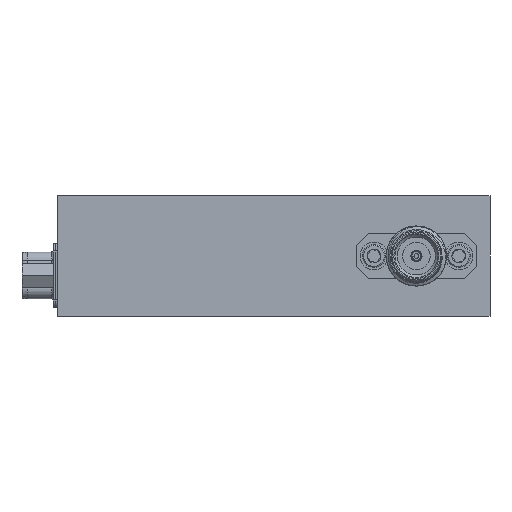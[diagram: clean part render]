
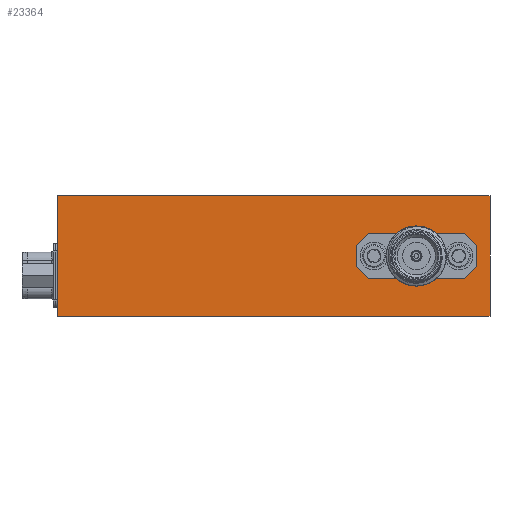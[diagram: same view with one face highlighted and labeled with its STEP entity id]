
A CAD part, left-side view. The second image highlights one B-rep face of the part: STEP entity #23364.
In plain terms, the highlighted planar face has unit normal (-1, 0, 0).
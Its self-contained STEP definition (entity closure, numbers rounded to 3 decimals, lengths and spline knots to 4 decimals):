
#593 = VECTOR ( 'NONE', #6799, 39.3701 ) ;
#2306 = LINE ( 'NONE', #27661, #9039 ) ;
#2321 = VERTEX_POINT ( 'NONE', #39004 ) ;
#2338 = CARTESIAN_POINT ( 'NONE',  ( -1., -0.3435, -0.045 ) ) ;
#3788 = DIRECTION ( 'NONE',  ( 0., 0., -1. ) ) ;
#4008 = CARTESIAN_POINT ( 'NONE',  ( -1., -0.3435, -0.095 ) ) ;
#4996 = CARTESIAN_POINT ( 'NONE',  ( -1., 0.9, -0.25 ) ) ;
#5224 = CARTESIAN_POINT ( 'NONE',  ( -1., -0.7935, 0.095 ) ) ;
#5329 = DIRECTION ( 'NONE',  ( 1., 0., 0. ) ) ;
#5725 = VERTEX_POINT ( 'NONE', #34640 ) ;
#6021 = VECTOR ( 'NONE', #13834, 39.3701 ) ;
#6670 = EDGE_CURVE ( 'NONE', #27309, #19334, #13511, .T. ) ;
#6799 = DIRECTION ( 'NONE',  ( 0., 0.707, -0.707 ) ) ;
#7168 = ORIENTED_EDGE ( 'NONE', *, *, #18854, .F. ) ;
#7650 = LINE ( 'NONE', #20170, #12383 ) ;
#7841 = VECTOR ( 'NONE', #18281, 39.3701 ) ;
#7939 = ORIENTED_EDGE ( 'NONE', *, *, #11832, .F. ) ;
#7986 = VECTOR ( 'NONE', #34161, 39.3701 ) ;
#8102 = ORIENTED_EDGE ( 'NONE', *, *, #8526, .T. ) ;
#8123 = LINE ( 'NONE', #17552, #33900 ) ;
#8526 = EDGE_CURVE ( 'NONE', #23495, #19334, #2306, .T. ) ;
#8643 = DIRECTION ( 'NONE',  ( 0., 0., -1. ) ) ;
#9039 = VECTOR ( 'NONE', #40148, 39.3701 ) ;
#9455 = ORIENTED_EDGE ( 'NONE', *, *, #12669, .T. ) ;
#9581 = ORIENTED_EDGE ( 'NONE', *, *, #10388, .T. ) ;
#10388 = EDGE_CURVE ( 'NONE', #21450, #36919, #18276, .T. ) ;
#11633 = DIRECTION ( 'NONE',  ( 0., -1., 0. ) ) ;
#11832 = EDGE_CURVE ( 'NONE', #37673, #5725, #35284, .T. ) ;
#12113 = VERTEX_POINT ( 'NONE', #29626 ) ;
#12285 = LINE ( 'NONE', #14967, #7986 ) ;
#12383 = VECTOR ( 'NONE', #3788, 39.3701 ) ;
#12669 = EDGE_CURVE ( 'NONE', #36919, #2321, #39651, .T. ) ;
#13411 = EDGE_CURVE ( 'NONE', #21450, #33557, #15233, .T. ) ;
#13451 = EDGE_CURVE ( 'NONE', #12113, #5725, #31953, .T. ) ;
#13511 = LINE ( 'NONE', #34786, #34614 ) ;
#13834 = DIRECTION ( 'NONE',  ( 0., 0., -1. ) ) ;
#14050 = CARTESIAN_POINT ( 'NONE',  ( -1., -0.3435, -0.095 ) ) ;
#14199 = AXIS2_PLACEMENT_3D ( 'NONE', #14542, #5329, #26813 ) ;
#14542 = CARTESIAN_POINT ( 'NONE',  ( -1., -0.9, 0.25 ) ) ;
#14967 = CARTESIAN_POINT ( 'NONE',  ( -1., -0.8435, -0.095 ) ) ;
#15198 = CARTESIAN_POINT ( 'NONE',  ( -1., 0.9, 0.25 ) ) ;
#15233 = LINE ( 'NONE', #39579, #22822 ) ;
#15604 = ORIENTED_EDGE ( 'NONE', *, *, #31923, .T. ) ;
#16008 = VERTEX_POINT ( 'NONE', #2338 ) ;
#16284 = DIRECTION ( 'NONE',  ( 0., -1., 0. ) ) ;
#17552 = CARTESIAN_POINT ( 'NONE',  ( -1., -0.741, 0.1475 ) ) ;
#17617 = FACE_OUTER_BOUND ( 'NONE', #35199, .T. ) ;
#18276 = LINE ( 'NONE', #15198, #33863 ) ;
#18281 = DIRECTION ( 'NONE',  ( 0., 0.707, 0.707 ) ) ;
#18702 = CARTESIAN_POINT ( 'NONE',  ( -1., -0.741, -0.1475 ) ) ;
#18854 = EDGE_CURVE ( 'NONE', #12113, #29184, #12285, .T. ) ;
#19334 = VERTEX_POINT ( 'NONE', #26321 ) ;
#19405 = EDGE_CURVE ( 'NONE', #23495, #16008, #38999, .T. ) ;
#20170 = CARTESIAN_POINT ( 'NONE',  ( -1., -0.9, 0.25 ) ) ;
#21190 = DIRECTION ( 'NONE',  ( 0., -1., 0. ) ) ;
#21450 = VERTEX_POINT ( 'NONE', #39821 ) ;
#21717 = CARTESIAN_POINT ( 'NONE',  ( -1., -0.3935, -0.095 ) ) ;
#21853 = ORIENTED_EDGE ( 'NONE', *, *, #27193, .F. ) ;
#22504 = ORIENTED_EDGE ( 'NONE', *, *, #6670, .F. ) ;
#22822 = VECTOR ( 'NONE', #21190, 39.3701 ) ;
#22955 = ORIENTED_EDGE ( 'NONE', *, *, #13411, .F. ) ;
#23364 = ADVANCED_FACE ( 'NONE', ( #37010, #17617 ), #30078, .F. ) ;
#23495 = VERTEX_POINT ( 'NONE', #25538 ) ;
#25538 = CARTESIAN_POINT ( 'NONE',  ( -1., -0.3435, 0.045 ) ) ;
#25907 = EDGE_CURVE ( 'NONE', #27309, #29184, #8123, .T. ) ;
#26321 = CARTESIAN_POINT ( 'NONE',  ( -1., -0.3935, 0.095 ) ) ;
#26366 = ORIENTED_EDGE ( 'NONE', *, *, #25907, .T. ) ;
#26559 = CARTESIAN_POINT ( 'NONE',  ( -1., -0.9, -0.25 ) ) ;
#26813 = DIRECTION ( 'NONE',  ( 0., 0., -1. ) ) ;
#27154 = DIRECTION ( 'NONE',  ( 0., -0.707, -0.707 ) ) ;
#27193 = EDGE_CURVE ( 'NONE', #33557, #2321, #7650, .T. ) ;
#27309 = VERTEX_POINT ( 'NONE', #5224 ) ;
#27661 = CARTESIAN_POINT ( 'NONE',  ( -1., -0.446, 0.1475 ) ) ;
#28643 = VECTOR ( 'NONE', #16284, 39.3701 ) ;
#28649 = DIRECTION ( 'NONE',  ( 0., 1., 0. ) ) ;
#29184 = VERTEX_POINT ( 'NONE', #29828 ) ;
#29626 = CARTESIAN_POINT ( 'NONE',  ( -1., -0.8435, -0.045 ) ) ;
#29828 = CARTESIAN_POINT ( 'NONE',  ( -1., -0.8435, 0.045 ) ) ;
#30010 = VECTOR ( 'NONE', #11633, 39.3701 ) ;
#30078 = PLANE ( 'NONE',  #14199 ) ;
#30336 = CARTESIAN_POINT ( 'NONE',  ( -1., -0.446, -0.1475 ) ) ;
#31923 = EDGE_CURVE ( 'NONE', #37673, #16008, #39739, .T. ) ;
#31953 = LINE ( 'NONE', #18702, #593 ) ;
#32609 = CARTESIAN_POINT ( 'NONE',  ( -1., -0.9, 0.25 ) ) ;
#33557 = VERTEX_POINT ( 'NONE', #32609 ) ;
#33863 = VECTOR ( 'NONE', #8643, 39.3701 ) ;
#33900 = VECTOR ( 'NONE', #27154, 39.3701 ) ;
#34161 = DIRECTION ( 'NONE',  ( 0., 0., 1. ) ) ;
#34614 = VECTOR ( 'NONE', #28649, 39.3701 ) ;
#34640 = CARTESIAN_POINT ( 'NONE',  ( -1., -0.7935, -0.095 ) ) ;
#34786 = CARTESIAN_POINT ( 'NONE',  ( -1., -0.3435, 0.095 ) ) ;
#35199 = EDGE_LOOP ( 'NONE', ( #9455, #21853, #22955, #9581 ) ) ;
#35229 = ORIENTED_EDGE ( 'NONE', *, *, #19405, .F. ) ;
#35284 = LINE ( 'NONE', #4008, #28643 ) ;
#36767 = ORIENTED_EDGE ( 'NONE', *, *, #13451, .T. ) ;
#36919 = VERTEX_POINT ( 'NONE', #4996 ) ;
#37010 = FACE_BOUND ( 'NONE', #37103, .T. ) ;
#37103 = EDGE_LOOP ( 'NONE', ( #35229, #8102, #22504, #26366, #7168, #36767, #7939, #15604 ) ) ;
#37673 = VERTEX_POINT ( 'NONE', #21717 ) ;
#38999 = LINE ( 'NONE', #14050, #6021 ) ;
#39004 = CARTESIAN_POINT ( 'NONE',  ( -1., -0.9, -0.25 ) ) ;
#39579 = CARTESIAN_POINT ( 'NONE',  ( -1., -0.9, 0.25 ) ) ;
#39651 = LINE ( 'NONE', #26559, #30010 ) ;
#39739 = LINE ( 'NONE', #30336, #7841 ) ;
#39821 = CARTESIAN_POINT ( 'NONE',  ( -1., 0.9, 0.25 ) ) ;
#40148 = DIRECTION ( 'NONE',  ( 0., -0.707, 0.707 ) ) ;
